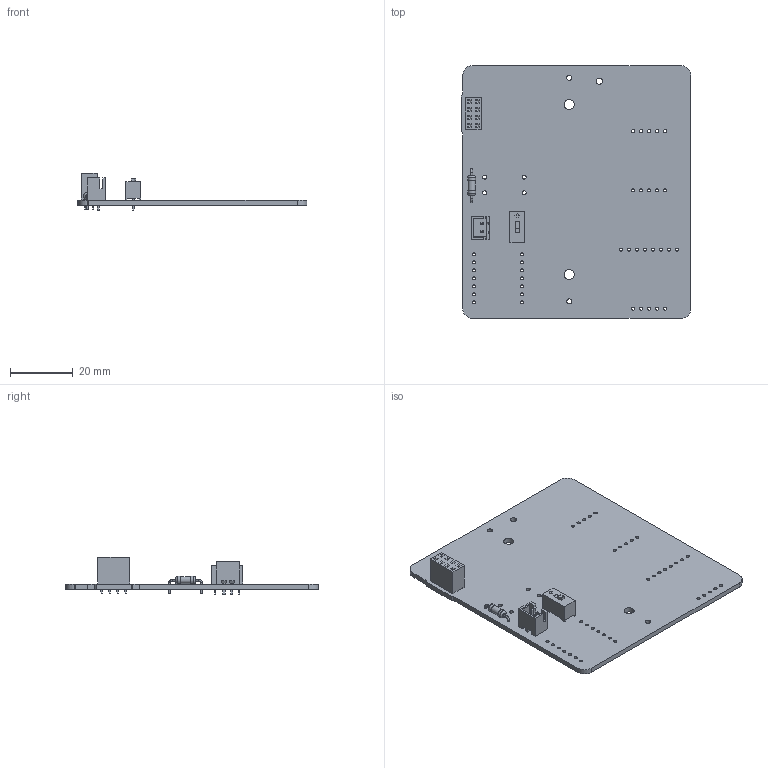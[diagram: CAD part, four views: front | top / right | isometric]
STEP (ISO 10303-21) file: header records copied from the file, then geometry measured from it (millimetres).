
FILE_DESCRIPTION(('KiCad electronic assembly'),'2;1');
FILE_NAME('air-quality-sensor-pcb.step','2025-07-07T23:08:05',('Pcbnew') ,('Kicad'),'Open CASCADE STEP processor 7.6','KiCad to STEP converter' ,'Unknown');
FILE_SCHEMA(('AUTOMOTIVE_DESIGN { 1 0 10303 214 1 1 1 1 }'));
Length unit declared in the file: millimetre
Products named in the file (10): air-quality-sensor-pcb 1; JST_XH_B2B-XH-A_1x02_P2.50mm_Vertical; JST_B2B_XH_A; SW_DIP_SPSTx01_Slide_9.78x4.72mm_W7.62mm_P2.54mm; SW_DIP_SPSTx01_Slide_978x472mm_W762mm_P254mm; PinSocket_2x04_P2.54mm_Vertical; R_Axial_DIN0207_L6.3mm_D2.5mm_P10.16mm_Horizontal; R_Axial_DIN0207_L63mm_D25mm_P1016mm_Horizontal; air-quality-sensor-pcb_PCB
Assembly tree (9 placements, depth 3):
  air-quality-sensor-pcb 1
    JST_XH_B2B-XH-A_1x02_P2.50mm_Vertical
      JST_B2B_XH_A
    SW_DIP_SPSTx01_Slide_9.78x4.72mm_W7.62mm_P2.54mm
      SW_DIP_SPSTx01_Slide_978x472mm_W762mm_P254mm
    PinSocket_2x04_P2.54mm_Vertical
      PinSocket_2x04_P2.54mm_Vertical
    R_Axial_DIN0207_L6.3mm_D2.5mm_P10.16mm_Horizontal
      R_Axial_DIN0207_L63mm_D25mm_P1016mm_Horizontal
    air-quality-sensor-pcb_PCB
Bounding box: 72.9 x 80.26 x 11.9 mm (x, y, z)
Volume: 10037 mm3; surface area: 13610.7 mm2
Topology: 5 solids, 5 shells, 452 faces, 1197 edges, 783 vertices
Faces by surface type: plane 371, cylinder 77, torus 4
Full cylindrical faces by diameter (mm): 0.6 x4, 0.8 x4, 1 x47, 1.3 x4, 1.6 x2, 2 x1, 2.25 x1, 2.5 x2, 3.2 x2
Entity records: 16830 total; most frequent: CARTESIAN_POINT 2442, ORIENTED_EDGE 2394, DIRECTION 2281, EDGE_CURVE 1197, LINE 1037, VECTOR 1037, VERTEX_POINT 783, AXIS2_PLACEMENT_3D 622
